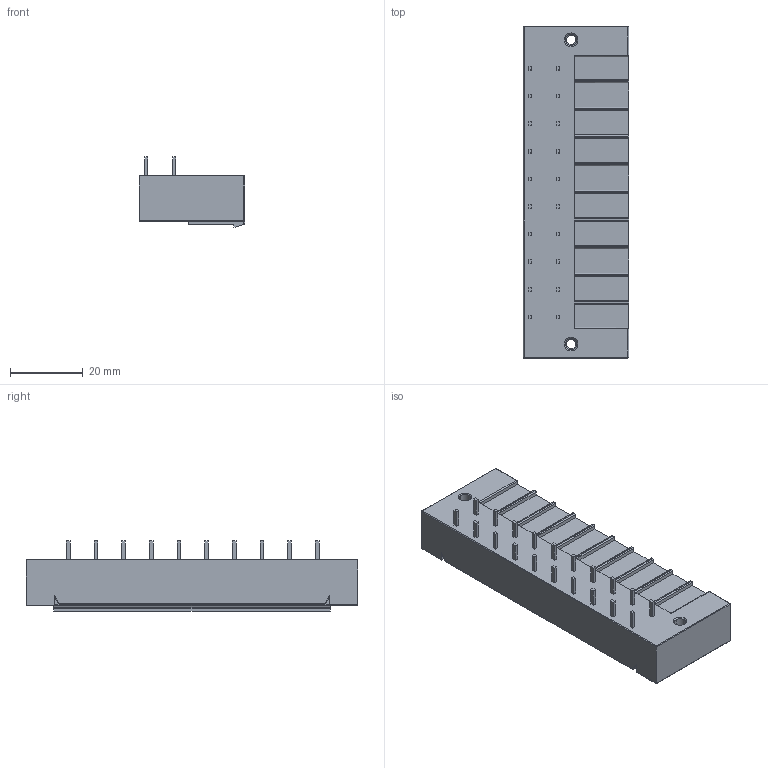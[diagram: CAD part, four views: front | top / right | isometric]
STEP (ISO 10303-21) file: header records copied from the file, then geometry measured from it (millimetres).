
FILE_DESCRIPTION((''),'2;1');
FILE_NAME('TLPHW-516R-','2024-09-11T16:01:24',('sheji'),(''),'CREO PARAMETRIC BY PTC INC, 2018100','CREO PARAMETRIC BY PTC INC, 2018100','');
FILE_SCHEMA(('CONFIG_CONTROL_DESIGN'));
Length unit declared in the file: millimetre
Products named in the file (1): TLPHW-516R-
Bounding box: 29 x 91.44 x 19.29 mm (x, y, z)
Volume: 23056 mm3; surface area: 16197 mm2
Topology: 1 solids, 1 shells, 823 faces, 2219 edges, 1446 vertices
Faces by surface type: plane 609, cylinder 187, cone 20, sphere 5, torus 2
Entity records: 25651 total; most frequent: CARTESIAN_POINT 4692, ORIENTED_EDGE 4438, DIRECTION 4190, EDGE_CURVE 2219, VECTOR 1820, LINE 1820, VERTEX_POINT 1446, AXIS2_PLACEMENT_3D 1185
